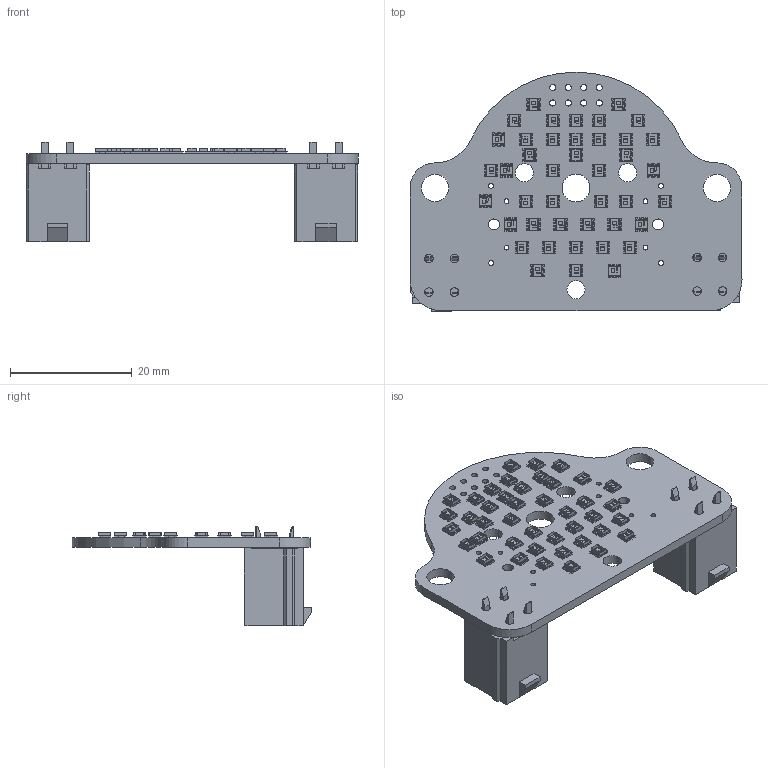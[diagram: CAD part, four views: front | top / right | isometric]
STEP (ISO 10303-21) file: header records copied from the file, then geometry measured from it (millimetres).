
FILE_DESCRIPTION(('KiCad electronic assembly'),'2;1');
FILE_NAME('GAUGE_Dual Needle Instruments.step','2023-01-27T20:11:33',( 'Pcbnew'),('Kicad'),'Open CASCADE STEP processor 7.6', 'KiCad to STEP converter','Unknown');
FILE_SCHEMA(('AUTOMOTIVE_DESIGN { 1 0 10303 214 1 1 1 1 }'));
Length unit declared in the file: millimetre
Products named in the file (6): GAUGE_Dual Needle Instruments 1; WS2812-2020; COMPOUND; Molex_Mini-Fit_Jr_5566-04A_2x02_P4.20mm_Vertical; SOLID; _autosave-GAUGE_Dual Needle Instruments PCB
Assembly tree (47 placements, depth 3):
  GAUGE_Dual Needle Instruments 1
    WS2812-2020  x42
      COMPOUND
    Molex_Mini-Fit_Jr_5566-04A_2x02_P4.20mm_Vertical  x2
      SOLID
    _autosave-GAUGE_Dual Needle Instruments PCB
Bounding box: 54.61 x 39.42 x 16.3 mm (x, y, z)
Volume: 4148.5 mm3; surface area: 7368.9 mm2
Topology: 87 solids, 87 shells, 2950 faces, 7748 edges, 5164 vertices
Faces by surface type: plane 2405, bspline 294, cylinder 251
Full cylindrical faces by diameter (mm): 0.8 x8, 1 x8, 1.4 x8, 1.8 x2, 3 x3, 4.5 x2, 4.6 x1
Entity records: 17444 total; most frequent: CARTESIAN_POINT 3865, DIRECTION 2442, LINE 1698, VECTOR 1698, ORIENTED_EDGE 1280, PCURVE 1280, DEFINITIONAL_REPRESENTATION 1280, EDGE_CURVE 640
